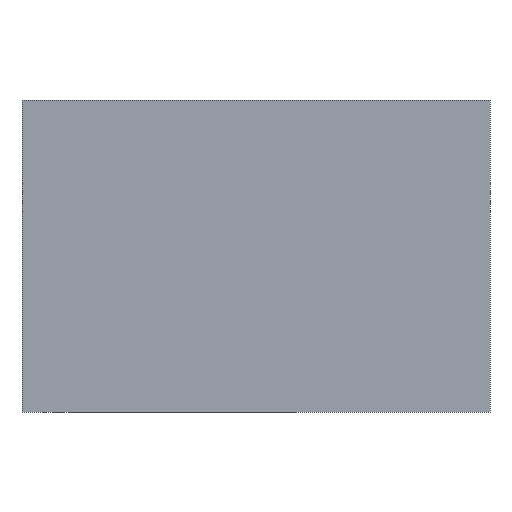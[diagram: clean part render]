
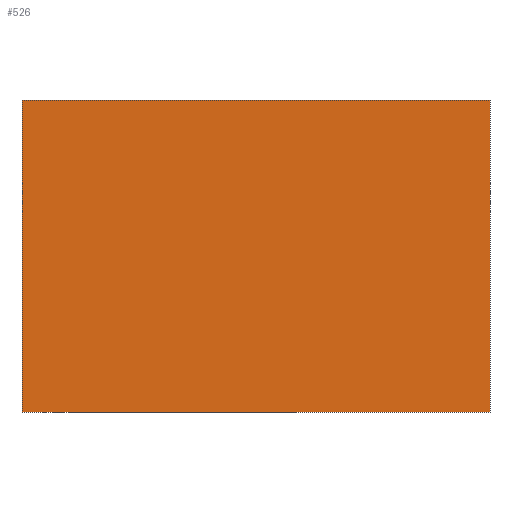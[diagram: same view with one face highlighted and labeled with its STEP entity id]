
A CAD part, front view. The second image highlights one B-rep face of the part: STEP entity #526.
In plain terms, the highlighted planar face has unit normal (0, -1, 0).
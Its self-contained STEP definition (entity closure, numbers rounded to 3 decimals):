
#3 = VECTOR ( 'NONE', #86, 1000. ) ;
#7 = ORIENTED_EDGE ( 'NONE', *, *, #262, .T. ) ;
#11 = VECTOR ( 'NONE', #76, 1000. ) ;
#65 = DIRECTION ( 'NONE',  ( 0., 1., 0. ) ) ;
#66 = EDGE_CURVE ( 'NONE', #373, #170, #377, .T. ) ;
#68 = CARTESIAN_POINT ( 'NONE',  ( 0., 0., 40. ) ) ;
#76 = DIRECTION ( 'NONE',  ( 0., 0., -1. ) ) ;
#86 = DIRECTION ( 'NONE',  ( 1., 0., 0. ) ) ;
#88 = LINE ( 'NONE', #307, #3 ) ;
#117 = EDGE_CURVE ( 'NONE', #123, #124, #555, .T. ) ;
#123 = VERTEX_POINT ( 'NONE', #391 ) ;
#124 = VERTEX_POINT ( 'NONE', #517 ) ;
#145 = LINE ( 'NONE', #236, #547 ) ;
#153 = CARTESIAN_POINT ( 'NONE',  ( 0., 0., 40. ) ) ;
#170 = VERTEX_POINT ( 'NONE', #200 ) ;
#199 = VECTOR ( 'NONE', #346, 1000. ) ;
#200 = CARTESIAN_POINT ( 'NONE',  ( 0., 0., 0. ) ) ;
#236 = CARTESIAN_POINT ( 'NONE',  ( 0., 0., 40. ) ) ;
#243 = ORIENTED_EDGE ( 'NONE', *, *, #66, .F. ) ;
#257 = ORIENTED_EDGE ( 'NONE', *, *, #565, .F. ) ;
#262 = EDGE_CURVE ( 'NONE', #124, #170, #88, .T. ) ;
#285 = DIRECTION ( 'NONE',  ( 1., 0., 0. ) ) ;
#307 = CARTESIAN_POINT ( 'NONE',  ( 0., 0., 0. ) ) ;
#346 = DIRECTION ( 'NONE',  ( 0., 0., -1. ) ) ;
#373 = VERTEX_POINT ( 'NONE', #490 ) ;
#377 = LINE ( 'NONE', #68, #199 ) ;
#387 = FACE_OUTER_BOUND ( 'NONE', #408, .T. ) ;
#391 = CARTESIAN_POINT ( 'NONE',  ( -60., 0., 40. ) ) ;
#408 = EDGE_LOOP ( 'NONE', ( #7, #243, #257, #487 ) ) ;
#487 = ORIENTED_EDGE ( 'NONE', *, *, #117, .T. ) ;
#490 = CARTESIAN_POINT ( 'NONE',  ( 0., 0., 40. ) ) ;
#500 = DIRECTION ( 'NONE',  ( 0., 0., 1. ) ) ;
#502 = AXIS2_PLACEMENT_3D ( 'NONE', #153, #65, #500 ) ;
#517 = CARTESIAN_POINT ( 'NONE',  ( -60., 0., 0. ) ) ;
#526 = ADVANCED_FACE ( 'NONE', ( #387 ), #548, .F. ) ;
#547 = VECTOR ( 'NONE', #285, 1000. ) ;
#548 = PLANE ( 'NONE',  #502 ) ;
#555 = LINE ( 'NONE', #556, #11 ) ;
#556 = CARTESIAN_POINT ( 'NONE',  ( -60., 0., 40. ) ) ;
#565 = EDGE_CURVE ( 'NONE', #123, #373, #145, .T. ) ;
